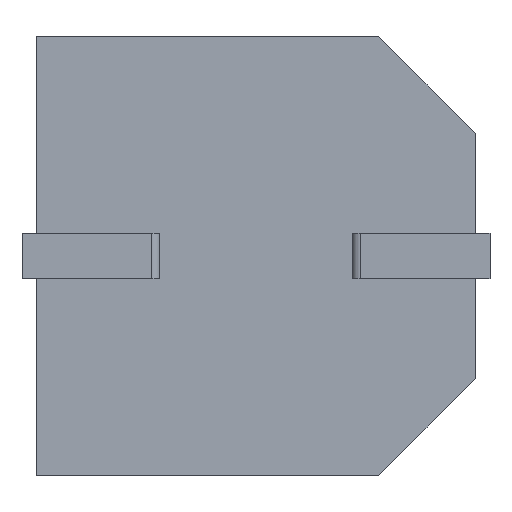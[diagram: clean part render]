
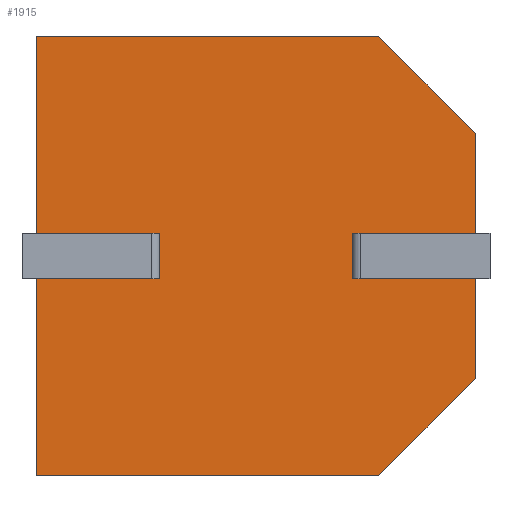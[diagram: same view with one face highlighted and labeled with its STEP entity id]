
A CAD part, front view. The second image highlights one B-rep face of the part: STEP entity #1915.
In plain terms, the highlighted planar face has unit normal (0, -1, 0).
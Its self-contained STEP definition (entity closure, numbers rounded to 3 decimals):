
#20 = LINE ( 'NONE', #308, #800 ) ;
#30 = DIRECTION ( 'NONE',  ( 0., 0., 1. ) ) ;
#36 = CARTESIAN_POINT ( 'NONE',  ( 0., 0., 0. ) ) ;
#51 = EDGE_CURVE ( 'NONE', #3374, #3259, #929, .T. ) ;
#151 = VECTOR ( 'NONE', #2122, 1000. ) ;
#182 = CARTESIAN_POINT ( 'NONE',  ( 0., 0., -10.5 ) ) ;
#189 = VECTOR ( 'NONE', #557, 1000. ) ;
#191 = VERTEX_POINT ( 'NONE', #1085 ) ;
#194 = VECTOR ( 'NONE', #872, 1000. ) ;
#216 = DIRECTION ( 'NONE',  ( 1., 0., 0. ) ) ;
#232 = CARTESIAN_POINT ( 'NONE',  ( 0., 0., 0. ) ) ;
#242 = VERTEX_POINT ( 'NONE', #1723 ) ;
#286 = EDGE_CURVE ( 'NONE', #2956, #191, #2918, .T. ) ;
#301 = CARTESIAN_POINT ( 'NONE',  ( 10.5, 0., 0. ) ) ;
#308 = CARTESIAN_POINT ( 'NONE',  ( 7.55, 0., -5.8 ) ) ;
#318 = ORIENTED_EDGE ( 'NONE', *, *, #587, .T. ) ;
#321 = DIRECTION ( 'NONE',  ( 0., 0., -1. ) ) ;
#437 = CARTESIAN_POINT ( 'NONE',  ( 8.185, 0., -10.5 ) ) ;
#475 = EDGE_CURVE ( 'NONE', #1699, #2658, #1062, .T. ) ;
#485 = LINE ( 'NONE', #1012, #2451 ) ;
#548 = DIRECTION ( 'NONE',  ( 1., 0., 0. ) ) ;
#557 = DIRECTION ( 'NONE',  ( -0.707, 0., 0.707 ) ) ;
#587 = EDGE_CURVE ( 'NONE', #1834, #2988, #2910, .T. ) ;
#800 = VECTOR ( 'NONE', #1336, 1000. ) ;
#806 = CARTESIAN_POINT ( 'NONE',  ( 8.185, 0., 0. ) ) ;
#816 = LINE ( 'NONE', #1862, #1343 ) ;
#833 = ORIENTED_EDGE ( 'NONE', *, *, #1932, .T. ) ;
#852 = CARTESIAN_POINT ( 'NONE',  ( 2.95, 0., -5.8 ) ) ;
#872 = DIRECTION ( 'NONE',  ( -1., 0., 0. ) ) ;
#929 = LINE ( 'NONE', #1976, #977 ) ;
#931 = CARTESIAN_POINT ( 'NONE',  ( 0., 0., -4.7 ) ) ;
#968 = DIRECTION ( 'NONE',  ( 1., 0., 0. ) ) ;
#977 = VECTOR ( 'NONE', #2262, 1000. ) ;
#992 = ORIENTED_EDGE ( 'NONE', *, *, #51, .F. ) ;
#1012 = CARTESIAN_POINT ( 'NONE',  ( 0., 0., 0. ) ) ;
#1023 = ORIENTED_EDGE ( 'NONE', *, *, #2366, .F. ) ;
#1027 = VECTOR ( 'NONE', #968, 1000. ) ;
#1062 = LINE ( 'NONE', #1861, #1471 ) ;
#1085 = CARTESIAN_POINT ( 'NONE',  ( 2.95, 0., -4.7 ) ) ;
#1234 = CARTESIAN_POINT ( 'NONE',  ( 10.5, 0., -8.185 ) ) ;
#1246 = DIRECTION ( 'NONE',  ( 0.707, 0., 0.707 ) ) ;
#1249 = ORIENTED_EDGE ( 'NONE', *, *, #1488, .F. ) ;
#1260 = DIRECTION ( 'NONE',  ( 0., 0., -1. ) ) ;
#1268 = VERTEX_POINT ( 'NONE', #1234 ) ;
#1308 = CARTESIAN_POINT ( 'NONE',  ( 0., 0., 0. ) ) ;
#1336 = DIRECTION ( 'NONE',  ( 0., 0., 1. ) ) ;
#1343 = VECTOR ( 'NONE', #2916, 1000. ) ;
#1422 = CARTESIAN_POINT ( 'NONE',  ( 0., 0., -5.8 ) ) ;
#1471 = VECTOR ( 'NONE', #3154, 1000. ) ;
#1483 = CARTESIAN_POINT ( 'NONE',  ( 2.95, 0., -5.8 ) ) ;
#1486 = CARTESIAN_POINT ( 'NONE',  ( 8.185, 0., 0. ) ) ;
#1488 = EDGE_CURVE ( 'NONE', #2658, #1268, #1641, .T. ) ;
#1584 = ORIENTED_EDGE ( 'NONE', *, *, #475, .F. ) ;
#1641 = LINE ( 'NONE', #301, #3215 ) ;
#1645 = VERTEX_POINT ( 'NONE', #1486 ) ;
#1699 = VERTEX_POINT ( 'NONE', #2905 ) ;
#1723 = CARTESIAN_POINT ( 'NONE',  ( 7.55, 0., -4.7 ) ) ;
#1727 = LINE ( 'NONE', #2016, #1027 ) ;
#1751 = VERTEX_POINT ( 'NONE', #182 ) ;
#1753 = CARTESIAN_POINT ( 'NONE',  ( 10.5, 0., -8.185 ) ) ;
#1834 = VERTEX_POINT ( 'NONE', #36 ) ;
#1845 = VECTOR ( 'NONE', #1246, 1000. ) ;
#1858 = VERTEX_POINT ( 'NONE', #1422 ) ;
#1859 = LINE ( 'NONE', #2914, #3282 ) ;
#1861 = CARTESIAN_POINT ( 'NONE',  ( 7.55, 0., -5.8 ) ) ;
#1862 = CARTESIAN_POINT ( 'NONE',  ( 2.95, 0., -4.7 ) ) ;
#1872 = LINE ( 'NONE', #852, #194 ) ;
#1912 = ORIENTED_EDGE ( 'NONE', *, *, #2050, .F. ) ;
#1915 = ADVANCED_FACE ( 'NONE', ( #2235 ), #1979, .F. ) ;
#1932 = EDGE_CURVE ( 'NONE', #1858, #1751, #485, .T. ) ;
#1976 = CARTESIAN_POINT ( 'NONE',  ( 10.5, 0., 0. ) ) ;
#1979 = PLANE ( 'NONE',  #3382 ) ;
#2016 = CARTESIAN_POINT ( 'NONE',  ( 0., 0., -10.5 ) ) ;
#2021 = CARTESIAN_POINT ( 'NONE',  ( 10.5, 0., -2.315 ) ) ;
#2050 = EDGE_CURVE ( 'NONE', #191, #2988, #816, .T. ) ;
#2053 = EDGE_LOOP ( 'NONE', ( #1584, #3191, #2435, #992, #3343, #1023, #318, #1912, #2253, #2249, #833, #2421, #3417, #1249 ) ) ;
#2122 = DIRECTION ( 'NONE',  ( 0., 0., -1. ) ) ;
#2176 = VECTOR ( 'NONE', #216, 1000. ) ;
#2188 = EDGE_CURVE ( 'NONE', #242, #3259, #2850, .T. ) ;
#2235 = FACE_OUTER_BOUND ( 'NONE', #2053, .T. ) ;
#2249 = ORIENTED_EDGE ( 'NONE', *, *, #3214, .T. ) ;
#2253 = ORIENTED_EDGE ( 'NONE', *, *, #286, .F. ) ;
#2262 = DIRECTION ( 'NONE',  ( 0., 0., -1. ) ) ;
#2311 = CARTESIAN_POINT ( 'NONE',  ( 7.55, 0., -4.7 ) ) ;
#2313 = LINE ( 'NONE', #1753, #1845 ) ;
#2327 = DIRECTION ( 'NONE',  ( 0., 0., 1. ) ) ;
#2366 = EDGE_CURVE ( 'NONE', #1834, #1645, #1859, .T. ) ;
#2374 = EDGE_CURVE ( 'NONE', #1699, #242, #20, .T. ) ;
#2421 = ORIENTED_EDGE ( 'NONE', *, *, #2817, .T. ) ;
#2435 = ORIENTED_EDGE ( 'NONE', *, *, #2188, .T. ) ;
#2451 = VECTOR ( 'NONE', #1260, 1000. ) ;
#2632 = CARTESIAN_POINT ( 'NONE',  ( 2.95, 0., -5.8 ) ) ;
#2654 = CARTESIAN_POINT ( 'NONE',  ( 10.5, 0., -5.8 ) ) ;
#2658 = VERTEX_POINT ( 'NONE', #2654 ) ;
#2677 = EDGE_CURVE ( 'NONE', #3374, #1645, #3164, .T. ) ;
#2817 = EDGE_CURVE ( 'NONE', #1751, #3368, #1727, .T. ) ;
#2850 = LINE ( 'NONE', #2311, #2176 ) ;
#2905 = CARTESIAN_POINT ( 'NONE',  ( 7.55, 0., -5.8 ) ) ;
#2910 = LINE ( 'NONE', #232, #151 ) ;
#2914 = CARTESIAN_POINT ( 'NONE',  ( 0., 0., 0. ) ) ;
#2916 = DIRECTION ( 'NONE',  ( -1., 0., 0. ) ) ;
#2918 = LINE ( 'NONE', #2632, #3237 ) ;
#2956 = VERTEX_POINT ( 'NONE', #1483 ) ;
#2988 = VERTEX_POINT ( 'NONE', #931 ) ;
#3056 = CARTESIAN_POINT ( 'NONE',  ( 10.5, 0., -4.7 ) ) ;
#3075 = EDGE_CURVE ( 'NONE', #3368, #1268, #2313, .T. ) ;
#3154 = DIRECTION ( 'NONE',  ( 1., 0., 0. ) ) ;
#3164 = LINE ( 'NONE', #806, #189 ) ;
#3191 = ORIENTED_EDGE ( 'NONE', *, *, #2374, .T. ) ;
#3214 = EDGE_CURVE ( 'NONE', #2956, #1858, #1872, .T. ) ;
#3215 = VECTOR ( 'NONE', #321, 1000. ) ;
#3237 = VECTOR ( 'NONE', #30, 1000. ) ;
#3259 = VERTEX_POINT ( 'NONE', #3056 ) ;
#3282 = VECTOR ( 'NONE', #548, 1000. ) ;
#3343 = ORIENTED_EDGE ( 'NONE', *, *, #2677, .T. ) ;
#3367 = DIRECTION ( 'NONE',  ( 0., 1., 0. ) ) ;
#3368 = VERTEX_POINT ( 'NONE', #437 ) ;
#3374 = VERTEX_POINT ( 'NONE', #2021 ) ;
#3382 = AXIS2_PLACEMENT_3D ( 'NONE', #1308, #3367, #2327 ) ;
#3417 = ORIENTED_EDGE ( 'NONE', *, *, #3075, .T. ) ;
